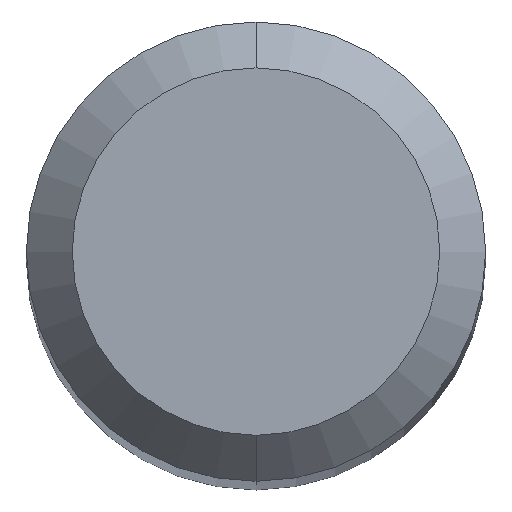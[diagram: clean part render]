
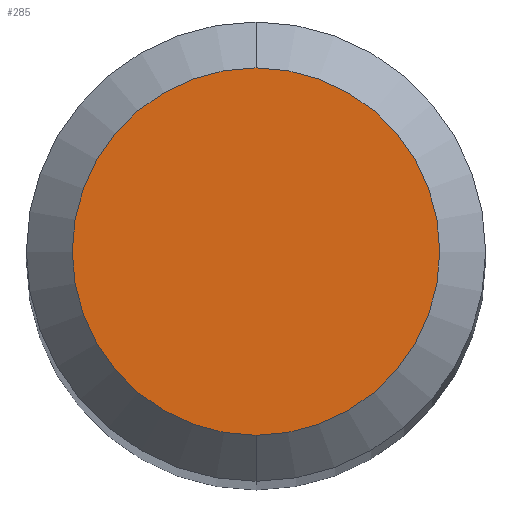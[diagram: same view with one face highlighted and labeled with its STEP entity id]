
A CAD part, top view. The second image highlights one B-rep face of the part: STEP entity #285.
In plain terms, the highlighted planar face has unit normal (0, 0, 1).
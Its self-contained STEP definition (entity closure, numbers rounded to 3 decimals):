
#235=EDGE_CURVE('',#437,#305,#547,.T.);
#285=ADVANCED_FACE('',(#608),#609,.T.);
#305=VERTEX_POINT('',#631);
#345=EDGE_CURVE('',#305,#437,#675,.T.);
#437=VERTEX_POINT('',#774);
#547=CIRCLE('',#956,1.2);
#608=FACE_OUTER_BOUND('',#1093,.T.);
#609=PLANE('',#1094);
#631=CARTESIAN_POINT('',(0.0,1.2,0.0));
#675=CIRCLE('',#1212,1.2);
#774=CARTESIAN_POINT('',(0.,-1.2,0.0));
#956=AXIS2_PLACEMENT_3D('',#1510,#1511,#1512);
#1093=EDGE_LOOP('',(#1632,#1633));
#1094=AXIS2_PLACEMENT_3D('',#1634,#1635,#1636);
#1212=AXIS2_PLACEMENT_3D('',#1713,#1714,#1715);
#1510=CARTESIAN_POINT('',(0.0,0.0,0.0));
#1511=DIRECTION('',(0.0,0.0,-1.0));
#1512=DIRECTION('',(0.0,1.0,0.0));
#1632=ORIENTED_EDGE('',*,*,#345,.F.);
#1633=ORIENTED_EDGE('',*,*,#235,.F.);
#1634=CARTESIAN_POINT('',(0.0,0.6,0.0));
#1635=DIRECTION('',(-0.0,0.0,1.0));
#1636=DIRECTION('',(0.0,-1.0,0.0));
#1713=CARTESIAN_POINT('',(0.0,0.0,0.0));
#1714=DIRECTION('',(0.0,0.0,-1.0));
#1715=DIRECTION('',(0.0,1.0,0.0));
